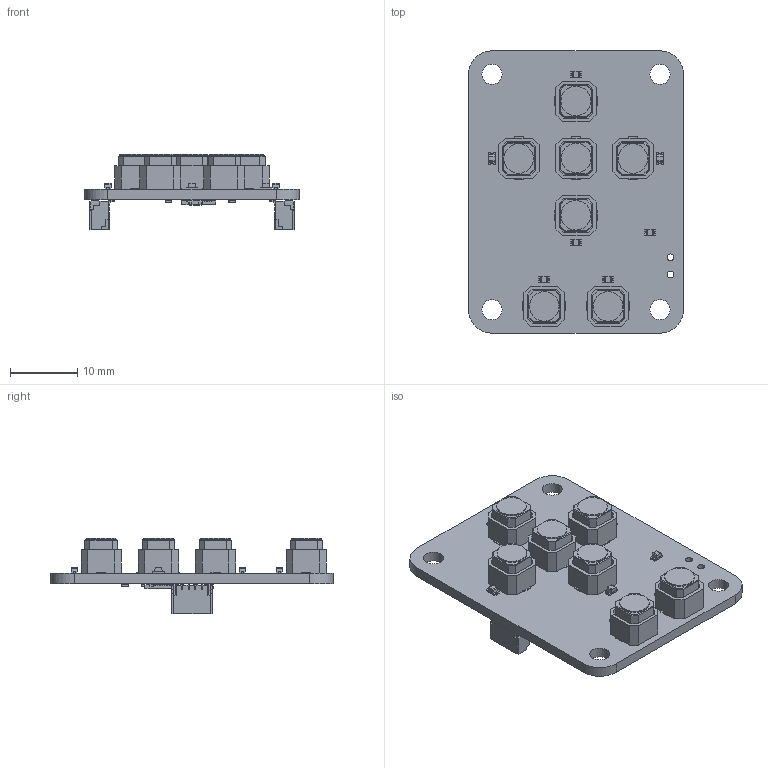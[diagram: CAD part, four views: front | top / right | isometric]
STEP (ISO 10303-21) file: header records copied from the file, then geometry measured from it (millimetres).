
FILE_DESCRIPTION(('Open CASCADE Model'),'2;1');
FILE_NAME('Open CASCADE Shape Model','2025-10-21T10:05:13',('Author'),( 'Open CASCADE'),'Open CASCADE STEP processor 7.5','Open CASCADE 7.5' ,'Unknown');
FILE_SCHEMA(('AUTOMOTIVE_DESIGN { 1 0 10303 214 1 1 1 1 }'));
Length unit declared in the file: millimetre
Products named in the file (55): PCB; Board; Open CASCADE STEP translator 7.5 1.1.1; R13; User Library-R SMD 0402; User Library-R SMD 0402_0402 BODY; User Library-R SMD 0402_0402 PAD; User Library-R SMD 0402_0402 OPIS; STAT1; 0603 LED Green; Solid1; Solid4; R4; UP; TP9210; U; DUELink-U-Connector-BM04B-SRSS-TB; D; DUELink-Connector-BM04B-SRSS-TB; RIGHT; ENTER; LEFT; FORWARD; DOWN; BACK; R19; R16; LED_RIGHT; 0603 LED Red; Pad; Pad005; Pad001; Pad004; Pad003; Lens; LED_LEFT; LED_FORWARD; LED_DOWN; LED_BACK; LED_UP ...
Assembly tree (72 placements, depth 4):
  PCB
    Board
      Open CASCADE STEP translator 7.5 1.1.1
    R13
      User Library-R SMD 0402
        User Library-R SMD 0402_0402 BODY
        User Library-R SMD 0402_0402 PAD  x2
        User Library-R SMD 0402_0402 OPIS
    STAT1
      0603 LED Green
        Solid1
        Solid4
        Solid1
        Solid1
        Solid4
        Solid1
        Solid1
        Solid1
    R4
      User Library-R SMD 0402
        User Library-R SMD 0402_0402 BODY
        User Library-R SMD 0402_0402 PAD  x2
        User Library-R SMD 0402_0402 OPIS
    UP
      TP9210
    U
      DUELink-U-Connector-BM04B-SRSS-TB
    D
      DUELink-Connector-BM04B-SRSS-TB
    RIGHT
      TP9210
    ENTER
      TP9210
    LEFT
      TP9210
    FORWARD
      TP9210
    DOWN
      TP9210
    BACK
      TP9210
    R19
      User Library-R SMD 0402
        User Library-R SMD 0402_0402 BODY
        User Library-R SMD 0402_0402 PAD  x2
        User Library-R SMD 0402_0402 OPIS
    R16
      User Library-R SMD 0402
        User Library-R SMD 0402_0402 BODY
        User Library-R SMD 0402_0402 PAD  x2
        User Library-R SMD 0402_0402 OPIS
    LED_RIGHT
      0603 LED Red
        Pad
        Pad005
        Pad001
        Pad004
        Pad003
        Lens
    LED_LEFT
Bounding box: 32 x 42 x 11.22 mm (x, y, z)
Volume: 3222.1 mm3; surface area: 5549.8 mm2
Topology: 172 solids, 172 shells, 2549 faces, 7600 edges, 6902 vertices
Faces by surface type: plane 1968, cylinder 307, bspline 258, sphere 8, revolution 8
Full cylindrical faces by diameter (mm): 1.016 x2, 3 x4, 4.4 x7
Entity records: 61338 total; most frequent: CARTESIAN_POINT 15630, DIRECTION 7840, ORIENTED_EDGE 6664, LINE 4088, VECTOR 4088, EDGE_CURVE 3332, VERTEX_POINT 2170, AXIS2_PLACEMENT_3D 1872
